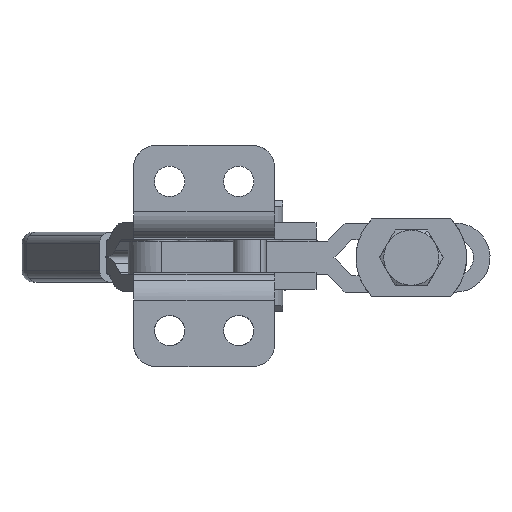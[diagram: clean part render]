
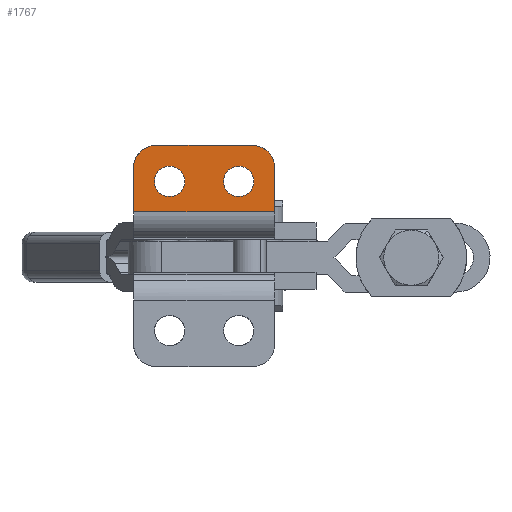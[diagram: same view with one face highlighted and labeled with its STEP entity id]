
A CAD part, front view. The second image highlights one B-rep face of the part: STEP entity #1767.
In plain terms, the highlighted planar face has unit normal (0, -1, 0).
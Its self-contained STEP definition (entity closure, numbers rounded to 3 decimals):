
#1649=AXIS2_PLACEMENT_3D('Circle Axis2P3D',#1647,#1648,$) ;
#1667=AXIS2_PLACEMENT_3D('Plane Axis2P3D',#1664,#1665,#1666) ;
#1733=AXIS2_PLACEMENT_3D('Circle Axis2P3D',#1731,#1732,$) ;
#1742=AXIS2_PLACEMENT_3D('Circle Axis2P3D',#1740,#1741,$) ;
#1751=AXIS2_PLACEMENT_3D('Circle Axis2P3D',#1749,#1750,$) ;
#1760=AXIS2_PLACEMENT_3D('Circle Axis2P3D',#1758,#1759,$) ;
#1113=CARTESIAN_POINT('Vertex',(-1064.243,507.892,-283.939)) ;
#1118=CARTESIAN_POINT('Line Origine',(-1064.243,507.892,-287.939)) ;
#1122=CARTESIAN_POINT('Vertex',(-1064.243,507.892,-291.939)) ;
#1234=CARTESIAN_POINT('Vertex',(-1089.743,507.892,-283.939)) ;
#1296=CARTESIAN_POINT('Vertex',(-1089.743,507.892,-291.939)) ;
#1299=CARTESIAN_POINT('Line Origine',(-1089.743,507.892,-287.939)) ;
#1642=CARTESIAN_POINT('Vertex',(-1065.415,507.892,-281.111)) ;
#1647=CARTESIAN_POINT('Axis2P3D Location',(-1068.243,507.892,-283.939)) ;
#1664=CARTESIAN_POINT('Axis2P3D Location',(-1076.993,507.892,-291.939)) ;
#1670=CARTESIAN_POINT('Control Point',(-1068.243,507.892,-279.939)) ;
#1671=CARTESIAN_POINT('Control Point',(-1067.851,507.892,-279.939)) ;
#1672=CARTESIAN_POINT('Control Point',(-1067.459,507.892,-279.987)) ;
#1673=CARTESIAN_POINT('Control Point',(-1067.075,507.892,-280.083)) ;
#1674=CARTESIAN_POINT('Control Point',(-1066.485,507.892,-280.311)) ;
#1675=CARTESIAN_POINT('Control Point',(-1065.952,507.892,-280.648)) ;
#1676=CARTESIAN_POINT('Control Point',(-1065.761,507.892,-280.789)) ;
#1677=CARTESIAN_POINT('Control Point',(-1065.582,507.892,-280.944)) ;
#1678=CARTESIAN_POINT('Control Point',(-1065.415,507.892,-281.111)) ;
#1679=CARTESIAN_POINT('Vertex',(-1068.243,507.892,-279.939)) ;
#1682=CARTESIAN_POINT('Line Origine',(-1076.993,507.892,-279.939)) ;
#1686=CARTESIAN_POINT('Vertex',(-1085.743,507.892,-279.939)) ;
#1690=CARTESIAN_POINT('Control Point',(-1088.572,507.892,-281.111)) ;
#1691=CARTESIAN_POINT('Control Point',(-1088.462,507.892,-281.001)) ;
#1692=CARTESIAN_POINT('Control Point',(-1088.346,507.892,-280.896)) ;
#1693=CARTESIAN_POINT('Control Point',(-1088.226,507.892,-280.797)) ;
#1694=CARTESIAN_POINT('Control Point',(-1087.786,507.892,-280.47)) ;
#1695=CARTESIAN_POINT('Control Point',(-1087.294,507.892,-280.221)) ;
#1696=CARTESIAN_POINT('Control Point',(-1086.922,507.892,-280.086)) ;
#1697=CARTESIAN_POINT('Control Point',(-1086.457,507.892,-279.981)) ;
#1698=CARTESIAN_POINT('Control Point',(-1085.986,507.892,-279.945)) ;
#1699=CARTESIAN_POINT('Control Point',(-1085.905,507.892,-279.941)) ;
#1700=CARTESIAN_POINT('Control Point',(-1085.824,507.892,-279.939)) ;
#1701=CARTESIAN_POINT('Control Point',(-1085.743,507.892,-279.939)) ;
#1702=CARTESIAN_POINT('Vertex',(-1088.572,507.892,-281.111)) ;
#1706=CARTESIAN_POINT('Control Point',(-1089.743,507.892,-283.939)) ;
#1707=CARTESIAN_POINT('Control Point',(-1089.743,507.892,-283.547)) ;
#1708=CARTESIAN_POINT('Control Point',(-1089.695,507.892,-283.155)) ;
#1709=CARTESIAN_POINT('Control Point',(-1089.599,507.892,-282.771)) ;
#1710=CARTESIAN_POINT('Control Point',(-1089.371,507.892,-282.181)) ;
#1711=CARTESIAN_POINT('Control Point',(-1089.035,507.892,-281.648)) ;
#1712=CARTESIAN_POINT('Control Point',(-1088.894,507.892,-281.457)) ;
#1713=CARTESIAN_POINT('Control Point',(-1088.739,507.892,-281.278)) ;
#1714=CARTESIAN_POINT('Control Point',(-1088.572,507.892,-281.111)) ;
#1716=CARTESIAN_POINT('Line Origine',(-1076.993,507.892,-291.939)) ;
#1731=CARTESIAN_POINT('Axis2P3D Location',(-1070.743,507.892,-286.439)) ;
#1735=CARTESIAN_POINT('Vertex',(-1073.493,507.892,-286.439)) ;
#1737=CARTESIAN_POINT('Vertex',(-1067.993,507.892,-286.439)) ;
#1740=CARTESIAN_POINT('Axis2P3D Location',(-1070.743,507.892,-286.439)) ;
#1749=CARTESIAN_POINT('Axis2P3D Location',(-1083.243,507.892,-286.439)) ;
#1753=CARTESIAN_POINT('Vertex',(-1085.993,507.892,-286.439)) ;
#1755=CARTESIAN_POINT('Vertex',(-1080.493,507.892,-286.439)) ;
#1758=CARTESIAN_POINT('Axis2P3D Location',(-1083.243,507.892,-286.439)) ;
#1119=DIRECTION('Vector Direction',(0.,0.,-1.)) ;
#1300=DIRECTION('Vector Direction',(0.,0.,1.)) ;
#1648=DIRECTION('Axis2P3D Direction',(0.,-1.,0.)) ;
#1665=DIRECTION('Axis2P3D Direction',(0.,-1.,0.)) ;
#1666=DIRECTION('Axis2P3D XDirection',(0.,0.,-1.)) ;
#1683=DIRECTION('Vector Direction',(-1.,0.,0.)) ;
#1717=DIRECTION('Vector Direction',(-1.,0.,0.)) ;
#1732=DIRECTION('Axis2P3D Direction',(0.,-1.,0.)) ;
#1741=DIRECTION('Axis2P3D Direction',(0.,-1.,0.)) ;
#1750=DIRECTION('Axis2P3D Direction',(0.,-1.,0.)) ;
#1759=DIRECTION('Axis2P3D Direction',(0.,-1.,0.)) ;
#1120=VECTOR('Line Direction',#1119,1.) ;
#1301=VECTOR('Line Direction',#1300,1.) ;
#1684=VECTOR('Line Direction',#1683,1.) ;
#1718=VECTOR('Line Direction',#1717,1.) ;
#1722=ORIENTED_EDGE('',*,*,#1651,.F.) ;
#1723=ORIENTED_EDGE('',*,*,#1681,.F.) ;
#1724=ORIENTED_EDGE('',*,*,#1688,.T.) ;
#1725=ORIENTED_EDGE('',*,*,#1704,.F.) ;
#1726=ORIENTED_EDGE('',*,*,#1715,.F.) ;
#1727=ORIENTED_EDGE('',*,*,#1303,.F.) ;
#1728=ORIENTED_EDGE('',*,*,#1720,.F.) ;
#1729=ORIENTED_EDGE('',*,*,#1124,.F.) ;
#1746=ORIENTED_EDGE('',*,*,#1739,.F.) ;
#1747=ORIENTED_EDGE('',*,*,#1744,.F.) ;
#1764=ORIENTED_EDGE('',*,*,#1757,.F.) ;
#1765=ORIENTED_EDGE('',*,*,#1762,.F.) ;
#1748=FACE_BOUND('',#1745,.T.) ;
#1766=FACE_BOUND('',#1763,.T.) ;
#1767=ADVANCED_FACE('VERTIKALSPANNER_TS_V_113_UB_SL_357847',(#1730,#1748,#1766),#1668,.T.) ;
#1669=B_SPLINE_CURVE_WITH_KNOTS('',5,(#1670,#1671,#1672,#1673,#1674,#1675,#1676,#1677,#1678),.UNSPECIFIED.,.F.,.U.,(6,3,6),(0.,2.771,4.443),.UNSPECIFIED.) ;
#1689=B_SPLINE_CURVE_WITH_KNOTS('',5,(#1690,#1691,#1692,#1693,#1694,#1695,#1696,#1697,#1698,#1699,#1700,#1701),.UNSPECIFIED.,.F.,.U.,(6,3,3,6),(4.443,5.543,8.314,8.886),.UNSPECIFIED.) ;
#1705=B_SPLINE_CURVE_WITH_KNOTS('',5,(#1706,#1707,#1708,#1709,#1710,#1711,#1712,#1713,#1714),.UNSPECIFIED.,.F.,.U.,(6,3,6),(0.,2.771,4.443),.UNSPECIFIED.) ;
#1650=CIRCLE('generated circle',#1649,4.) ;
#1734=CIRCLE('generated circle',#1733,2.75) ;
#1743=CIRCLE('generated circle',#1742,2.75) ;
#1752=CIRCLE('generated circle',#1751,2.75) ;
#1761=CIRCLE('generated circle',#1760,2.75) ;
#1124=EDGE_CURVE('',#1114,#1123,#1121,.T.) ;
#1303=EDGE_CURVE('',#1297,#1235,#1302,.T.) ;
#1651=EDGE_CURVE('',#1643,#1114,#1650,.F.) ;
#1681=EDGE_CURVE('',#1680,#1643,#1669,.T.) ;
#1688=EDGE_CURVE('',#1680,#1687,#1685,.T.) ;
#1704=EDGE_CURVE('',#1703,#1687,#1689,.T.) ;
#1715=EDGE_CURVE('',#1235,#1703,#1705,.T.) ;
#1720=EDGE_CURVE('',#1123,#1297,#1719,.T.) ;
#1739=EDGE_CURVE('',#1736,#1738,#1734,.T.) ;
#1744=EDGE_CURVE('',#1738,#1736,#1743,.T.) ;
#1757=EDGE_CURVE('',#1754,#1756,#1752,.T.) ;
#1762=EDGE_CURVE('',#1756,#1754,#1761,.T.) ;
#1721=EDGE_LOOP('',(#1722,#1723,#1724,#1725,#1726,#1727,#1728,#1729)) ;
#1745=EDGE_LOOP('',(#1746,#1747)) ;
#1763=EDGE_LOOP('',(#1764,#1765)) ;
#1730=FACE_OUTER_BOUND('',#1721,.T.) ;
#1121=LINE('Line',#1118,#1120) ;
#1302=LINE('Line',#1299,#1301) ;
#1685=LINE('Line',#1682,#1684) ;
#1719=LINE('Line',#1716,#1718) ;
#1668=PLANE('Plane',#1667) ;
#1114=VERTEX_POINT('',#1113) ;
#1123=VERTEX_POINT('',#1122) ;
#1235=VERTEX_POINT('',#1234) ;
#1297=VERTEX_POINT('',#1296) ;
#1643=VERTEX_POINT('',#1642) ;
#1680=VERTEX_POINT('',#1679) ;
#1687=VERTEX_POINT('',#1686) ;
#1703=VERTEX_POINT('',#1702) ;
#1736=VERTEX_POINT('',#1735) ;
#1738=VERTEX_POINT('',#1737) ;
#1754=VERTEX_POINT('',#1753) ;
#1756=VERTEX_POINT('',#1755) ;
